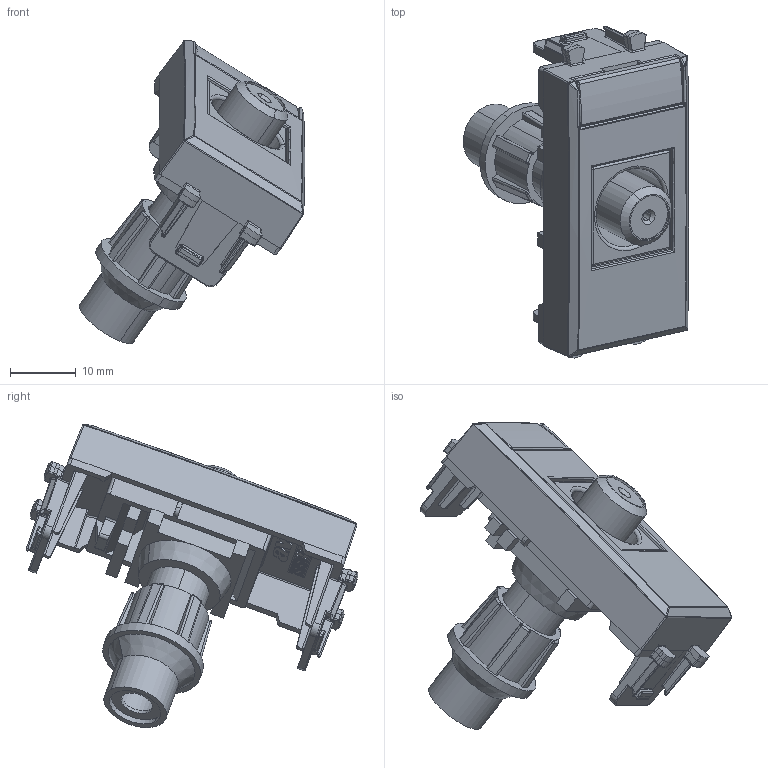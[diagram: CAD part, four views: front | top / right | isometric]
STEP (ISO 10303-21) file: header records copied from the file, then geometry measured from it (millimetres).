
FILE_DESCRIPTION(('CATIA V5 STEP Exchange'),'2;1');
FILE_NAME('442096F.stp','2024-03-07T15:07:31+00:00',('none'),('none'),'CATIA Version 5-6 Release 2016 SP6','CATIA V5 STEP AP203','none');
FILE_SCHEMA(('CONFIG_CONTROL_DESIGN'));
Length unit declared in the file: millimetre
Products named in the file (1): 442096F
Assembly tree (3 placements, depth 2):
  442096F
    #57
    #47469
    #52767
Bounding box: 34.39 x 50.64 x 46.24 mm (x, y, z)
Volume: 8871.8 mm3; surface area: 10831.7 mm2
Topology: 4 solids, 4 shells, 1502 faces, 4005 edges, 2467 vertices
Faces by surface type: plane 869, cylinder 385, bspline 97, sphere 66, cone 38, extrusion 28, torus 19
Entity records: 53924 total; most frequent: CARTESIAN_POINT 19627, ORIENTED_EDGE 7862, DIRECTION 5639, EDGE_CURVE 3931, VECTOR 2785, LINE 2757, VERTEX_POINT 2467, AXIS2_PLACEMENT_3D 1666
